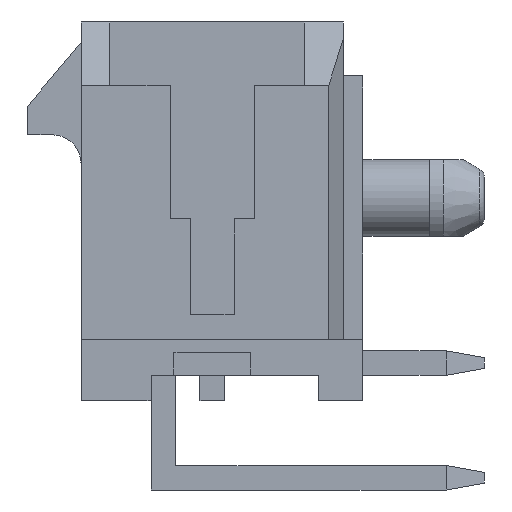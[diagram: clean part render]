
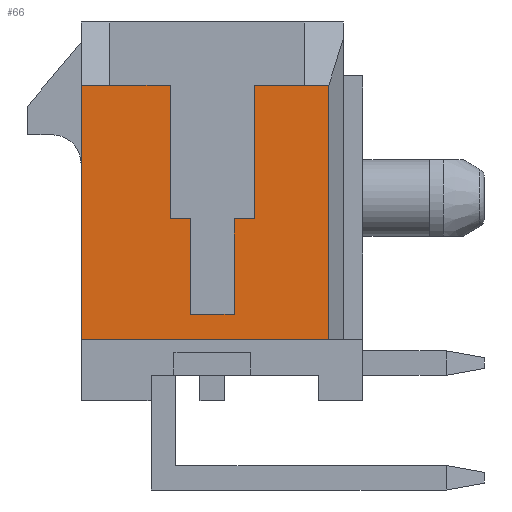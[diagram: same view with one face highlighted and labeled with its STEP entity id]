
A CAD part, left-side view. The second image highlights one B-rep face of the part: STEP entity #66.
In plain terms, the highlighted planar face has unit normal (-1, 0, 0).
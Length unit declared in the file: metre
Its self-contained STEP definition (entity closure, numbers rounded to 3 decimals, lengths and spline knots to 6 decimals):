
#66 = ADVANCED_FACE( '', ( #480 ), #481, .F. );
#480 = FACE_OUTER_BOUND( '', #1286, .T. );
#481 = PLANE( '', #1287 );
#1286 = EDGE_LOOP( '', ( #2201, #2202, #2203, #2204, #2205, #2206, #2207, #2208, #2209, #2210, #2211, #2212, #2213, #2214 ) );
#1287 = AXIS2_PLACEMENT_3D( '', #2215, #2216, #2217 );
#2201 = ORIENTED_EDGE( '', *, *, #5315, .T. );
#2202 = ORIENTED_EDGE( '', *, *, #5316, .T. );
#2203 = ORIENTED_EDGE( '', *, *, #5317, .T. );
#2204 = ORIENTED_EDGE( '', *, *, #5318, .T. );
#2205 = ORIENTED_EDGE( '', *, *, #5319, .T. );
#2206 = ORIENTED_EDGE( '', *, *, #5320, .F. );
#2207 = ORIENTED_EDGE( '', *, *, #5321, .T. );
#2208 = ORIENTED_EDGE( '', *, *, #5322, .F. );
#2209 = ORIENTED_EDGE( '', *, *, #5323, .F. );
#2210 = ORIENTED_EDGE( '', *, *, #5324, .F. );
#2211 = ORIENTED_EDGE( '', *, *, #5313, .F. );
#2212 = ORIENTED_EDGE( '', *, *, #5325, .F. );
#2213 = ORIENTED_EDGE( '', *, *, #5326, .T. );
#2214 = ORIENTED_EDGE( '', *, *, #5230, .T. );
#2215 = CARTESIAN_POINT( '', ( -0.007825, 0., 0. ) );
#2216 = DIRECTION( '', ( 1., 0., 0. ) );
#2217 = DIRECTION( '', ( 0., 1., 0. ) );
#5230 = EDGE_CURVE( '', #6226, #6230, #6232, .T. );
#5313 = EDGE_CURVE( '', #6395, #6397, #6398, .T. );
#5315 = EDGE_CURVE( '', #6230, #6400, #6401, .T. );
#5316 = EDGE_CURVE( '', #6400, #6402, #6403, .T. );
#5317 = EDGE_CURVE( '', #6402, #6404, #6405, .T. );
#5318 = EDGE_CURVE( '', #6404, #6406, #6407, .T. );
#5319 = EDGE_CURVE( '', #6406, #6408, #6409, .T. );
#5320 = EDGE_CURVE( '', #6410, #6408, #6411, .T. );
#5321 = EDGE_CURVE( '', #6410, #6412, #6413, .T. );
#5322 = EDGE_CURVE( '', #6414, #6412, #6415, .T. );
#5323 = EDGE_CURVE( '', #6416, #6414, #6417, .T. );
#5324 = EDGE_CURVE( '', #6397, #6416, #6418, .T. );
#5325 = EDGE_CURVE( '', #6419, #6395, #6420, .T. );
#5326 = EDGE_CURVE( '', #6419, #6226, #6421, .T. );
#6226 = VERTEX_POINT( '', #7851 );
#6230 = VERTEX_POINT( '', #7857 );
#6232 = LINE( '', #7860, #7861 );
#6395 = VERTEX_POINT( '', #8118 );
#6397 = VERTEX_POINT( '', #8121 );
#6398 = LINE( '', #8122, #8123 );
#6400 = VERTEX_POINT( '', #8126 );
#6401 = LINE( '', #8127, #8128 );
#6402 = VERTEX_POINT( '', #8129 );
#6403 = LINE( '', #8130, #8131 );
#6404 = VERTEX_POINT( '', #8132 );
#6405 = LINE( '', #8133, #8134 );
#6406 = VERTEX_POINT( '', #8135 );
#6407 = LINE( '', #8136, #8137 );
#6408 = VERTEX_POINT( '', #8138 );
#6409 = LINE( '', #8139, #8140 );
#6410 = VERTEX_POINT( '', #8141 );
#6411 = LINE( '', #8142, #8143 );
#6412 = VERTEX_POINT( '', #8144 );
#6413 = LINE( '', #8145, #8146 );
#6414 = VERTEX_POINT( '', #8147 );
#6415 = LINE( '', #8148, #8149 );
#6416 = VERTEX_POINT( '', #8150 );
#6417 = LINE( '', #8151, #8152 );
#6418 = LINE( '', #8153, #8154 );
#6419 = VERTEX_POINT( '', #8155 );
#6420 = LINE( '', #8156, #8157 );
#6421 = LINE( '', #8158, #8159 );
#7851 = CARTESIAN_POINT( '', ( -0.007825, -0.0011, 0.003305 ) );
#7857 = CARTESIAN_POINT( '', ( -0.007825, -0.0011, -0.000195 ) );
#7860 = CARTESIAN_POINT( '', ( -0.007825, -0.0011, 0.003305 ) );
#7861 = VECTOR( '', #10491, 1. );
#8118 = CARTESIAN_POINT( '', ( -0.007825, -0.00305, 0.003305 ) );
#8121 = CARTESIAN_POINT( '', ( -0.007825, -0.00305, -0.003355 ) );
#8122 = CARTESIAN_POINT( '', ( -0.007825, -0.00305, 0.003305 ) );
#8123 = VECTOR( '', #10582, 1. );
#8126 = CARTESIAN_POINT( '', ( -0.007825, -0.000575, -0.000195 ) );
#8127 = CARTESIAN_POINT( '', ( -0.007825, -0.0011, -0.000195 ) );
#8128 = VECTOR( '', #10584, 1. );
#8129 = CARTESIAN_POINT( '', ( -0.007825, -0.000575, -0.002695 ) );
#8130 = CARTESIAN_POINT( '', ( -0.007825, -0.000575, -0.000195 ) );
#8131 = VECTOR( '', #10585, 1. );
#8132 = CARTESIAN_POINT( '', ( -0.007825, 0.000575, -0.002695 ) );
#8133 = CARTESIAN_POINT( '', ( -0.007825, -0.000575, -0.002695 ) );
#8134 = VECTOR( '', #10586, 1. );
#8135 = CARTESIAN_POINT( '', ( -0.007825, 0.000575, -0.000195 ) );
#8136 = CARTESIAN_POINT( '', ( -0.007825, 0.000575, -0.002695 ) );
#8137 = VECTOR( '', #10587, 1. );
#8138 = CARTESIAN_POINT( '', ( -0.007825, 0.0011, -0.000195 ) );
#8139 = CARTESIAN_POINT( '', ( -0.007825, 0.000575, -0.000195 ) );
#8140 = VECTOR( '', #10588, 1. );
#8141 = CARTESIAN_POINT( '', ( -0.007825, 0.0011, 0.003305 ) );
#8142 = CARTESIAN_POINT( '', ( -0.007825, 0.0011, 0.003305 ) );
#8143 = VECTOR( '', #10589, 1. );
#8144 = CARTESIAN_POINT( '', ( -0.007825, 0.00268, 0.003305 ) );
#8145 = CARTESIAN_POINT( '', ( -0.007825, 0.0011, 0.003305 ) );
#8146 = VECTOR( '', #10590, 1. );
#8147 = CARTESIAN_POINT( '', ( -0.007825, 0.00343, 0.003305 ) );
#8148 = CARTESIAN_POINT( '', ( -0.007825, 0.00343, 0.003305 ) );
#8149 = VECTOR( '', #10591, 1. );
#8150 = CARTESIAN_POINT( '', ( -0.007825, 0.00343, -0.003355 ) );
#8151 = CARTESIAN_POINT( '', ( -0.007825, 0.00343, -0.003355 ) );
#8152 = VECTOR( '', #10592, 1. );
#8153 = CARTESIAN_POINT( '', ( -0.007825, -0.00305, -0.003355 ) );
#8154 = VECTOR( '', #10593, 1. );
#8155 = CARTESIAN_POINT( '', ( -0.007825, -0.00241, 0.003305 ) );
#8156 = CARTESIAN_POINT( '', ( -0.007825, -0.00241, 0.003305 ) );
#8157 = VECTOR( '', #10594, 1. );
#8158 = CARTESIAN_POINT( '', ( -0.007825, -0.00241, 0.003305 ) );
#8159 = VECTOR( '', #10595, 1. );
#10491 = DIRECTION( '', ( 0., 0., -1. ) );
#10582 = DIRECTION( '', ( 0., 0., -1. ) );
#10584 = DIRECTION( '', ( 0., 1., 0. ) );
#10585 = DIRECTION( '', ( 0., 0., -1. ) );
#10586 = DIRECTION( '', ( 0., 1., 0. ) );
#10587 = DIRECTION( '', ( 0., 0., 1. ) );
#10588 = DIRECTION( '', ( 0., 1., 0. ) );
#10589 = DIRECTION( '', ( 0., 0., -1. ) );
#10590 = DIRECTION( '', ( 0., 1., 0. ) );
#10591 = DIRECTION( '', ( 0., -1., 0. ) );
#10592 = DIRECTION( '', ( 0., 0., 1. ) );
#10593 = DIRECTION( '', ( 0., 1., 0. ) );
#10594 = DIRECTION( '', ( 0., -1., 0. ) );
#10595 = DIRECTION( '', ( 0., 1., 0. ) );
